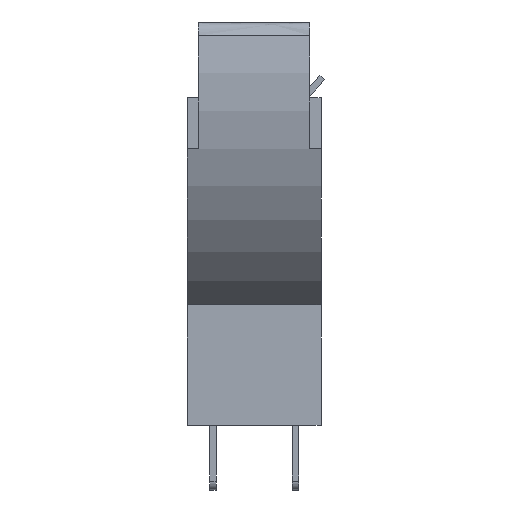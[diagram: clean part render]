
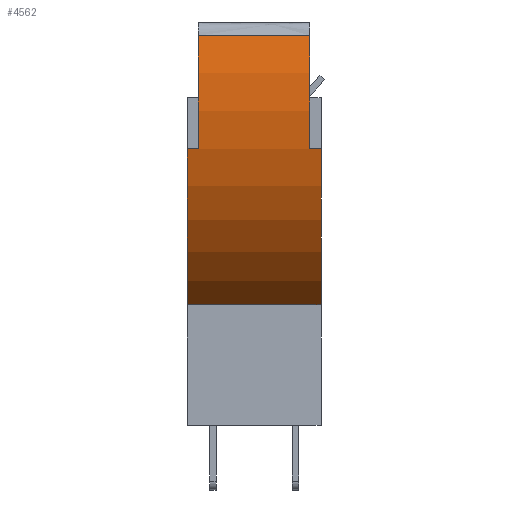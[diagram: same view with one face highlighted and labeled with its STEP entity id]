
A CAD part, left-side view. The second image highlights one B-rep face of the part: STEP entity #4562.
In plain terms, the highlighted cylindrical face has radius 11.6 mm (diameter 23.2 mm), a partial arc.
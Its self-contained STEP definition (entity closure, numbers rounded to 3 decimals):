
#168 = LINE ( 'NONE', #15538, #8131 ) ;
#344 = VECTOR ( 'NONE', #15665, 1000. ) ;
#421 = VERTEX_POINT ( 'NONE', #9268 ) ;
#886 = ORIENTED_EDGE ( 'NONE', *, *, #2073, .T. ) ;
#1070 = DIRECTION ( 'NONE',  ( 0., 1., 0. ) ) ;
#1112 = EDGE_CURVE ( 'NONE', #11603, #421, #3047, .T. ) ;
#1129 = DIRECTION ( 'NONE',  ( 0., 1., 0. ) ) ;
#1458 = AXIS2_PLACEMENT_3D ( 'NONE', #2901, #10923, #6683 ) ;
#1512 = EDGE_CURVE ( 'NONE', #4756, #1640, #15933, .T. ) ;
#1568 = CARTESIAN_POINT ( 'NONE',  ( 0., 3., 0. ) ) ;
#1640 = VERTEX_POINT ( 'NONE', #4149 ) ;
#1740 = ORIENTED_EDGE ( 'NONE', *, *, #13814, .F. ) ;
#2073 = EDGE_CURVE ( 'NONE', #6515, #11603, #17115, .T. ) ;
#2173 = CARTESIAN_POINT ( 'NONE',  ( 0., -2.5, 0. ) ) ;
#2380 = EDGE_CURVE ( 'NONE', #4613, #8517, #2416, .T. ) ;
#2416 = LINE ( 'NONE', #15921, #13940 ) ;
#2810 = CARTESIAN_POINT ( 'NONE',  ( -11.311, -2.5, -2.575 ) ) ;
#2901 = CARTESIAN_POINT ( 'NONE',  ( 0., -3., 0. ) ) ;
#2938 = DIRECTION ( 'NONE',  ( 0., 1., 0. ) ) ;
#3047 = B_SPLINE_CURVE_WITH_KNOTS ( 'NONE', 3,
 ( #15487, #3106, #8615, #12811 ),
 .UNSPECIFIED., .F., .F.,
 ( 4, 4 ),
 ( 0.083, 0.917 ),
 .UNSPECIFIED. ) ;
#3106 = CARTESIAN_POINT ( 'NONE',  ( -11.328, -0.833, 2.498 ) ) ;
#3822 = ORIENTED_EDGE ( 'NONE', *, *, #11643, .T. ) ;
#3983 = DIRECTION ( 'NONE',  ( 0., 0., 1. ) ) ;
#4149 = CARTESIAN_POINT ( 'NONE',  ( -6.55, 3., -9.574 ) ) ;
#4562 = ADVANCED_FACE ( 'NONE', ( #5211 ), #17384, .T. ) ;
#4613 = VERTEX_POINT ( 'NONE', #13907 ) ;
#4756 = VERTEX_POINT ( 'NONE', #13507 ) ;
#5085 = ORIENTED_EDGE ( 'NONE', *, *, #2380, .T. ) ;
#5211 = FACE_OUTER_BOUND ( 'NONE', #10215, .T. ) ;
#5339 = CARTESIAN_POINT ( 'NONE',  ( 0., 2.5, 0. ) ) ;
#5701 = DIRECTION ( 'NONE',  ( 0., 0., 1. ) ) ;
#6515 = VERTEX_POINT ( 'NONE', #2810 ) ;
#6639 = DIRECTION ( 'NONE',  ( 0., 0., 1. ) ) ;
#6683 = DIRECTION ( 'NONE',  ( 0., 0., 1. ) ) ;
#6757 = DIRECTION ( 'NONE',  ( 0., -1., 0. ) ) ;
#7783 = VERTEX_POINT ( 'NONE', #14253 ) ;
#8131 = VECTOR ( 'NONE', #8399, 1000. ) ;
#8399 = DIRECTION ( 'NONE',  ( 0., -1., 0. ) ) ;
#8517 = VERTEX_POINT ( 'NONE', #14949 ) ;
#8615 = CARTESIAN_POINT ( 'NONE',  ( -11.328, 0.833, 2.498 ) ) ;
#8967 = DIRECTION ( 'NONE',  ( 0., 0., -1. ) ) ;
#9268 = CARTESIAN_POINT ( 'NONE',  ( -11.328, 2.5, 2.498 ) ) ;
#9548 = AXIS2_PLACEMENT_3D ( 'NONE', #5339, #6757, #5701 ) ;
#9686 = ORIENTED_EDGE ( 'NONE', *, *, #11653, .T. ) ;
#10186 = AXIS2_PLACEMENT_3D ( 'NONE', #1568, #2938, #3983 ) ;
#10215 = EDGE_LOOP ( 'NONE', ( #9686, #5085, #1740, #16439, #3822, #15269, #886, #13436 ) ) ;
#10923 = DIRECTION ( 'NONE',  ( 0., 1., 0. ) ) ;
#11124 = CARTESIAN_POINT ( 'NONE',  ( -11.328, -2.5, 2.498 ) ) ;
#11603 = VERTEX_POINT ( 'NONE', #11124 ) ;
#11643 = EDGE_CURVE ( 'NONE', #4756, #7783, #13298, .T. ) ;
#11653 = EDGE_CURVE ( 'NONE', #421, #4613, #14745, .T. ) ;
#12353 = AXIS2_PLACEMENT_3D ( 'NONE', #16169, #1129, #6639 ) ;
#12811 = CARTESIAN_POINT ( 'NONE',  ( -11.328, 2.5, 2.498 ) ) ;
#13298 = CIRCLE ( 'NONE', #1458, 11.6 ) ;
#13377 = DIRECTION ( 'NONE',  ( 0., 1., 0. ) ) ;
#13436 = ORIENTED_EDGE ( 'NONE', *, *, #1112, .T. ) ;
#13507 = CARTESIAN_POINT ( 'NONE',  ( -6.55, -3., -9.574 ) ) ;
#13814 = EDGE_CURVE ( 'NONE', #1640, #8517, #15694, .T. ) ;
#13907 = CARTESIAN_POINT ( 'NONE',  ( -11.311, 2.5, -2.575 ) ) ;
#13940 = VECTOR ( 'NONE', #13377, 1000. ) ;
#14253 = CARTESIAN_POINT ( 'NONE',  ( -11.311, -3., -2.575 ) ) ;
#14480 = AXIS2_PLACEMENT_3D ( 'NONE', #2173, #1070, #8967 ) ;
#14745 = CIRCLE ( 'NONE', #9548, 11.6 ) ;
#14949 = CARTESIAN_POINT ( 'NONE',  ( -11.311, 3., -2.575 ) ) ;
#15269 = ORIENTED_EDGE ( 'NONE', *, *, #17508, .F. ) ;
#15487 = CARTESIAN_POINT ( 'NONE',  ( -11.328, -2.5, 2.498 ) ) ;
#15538 = CARTESIAN_POINT ( 'NONE',  ( -11.311, -3., -2.575 ) ) ;
#15665 = DIRECTION ( 'NONE',  ( 0., 1., 0. ) ) ;
#15694 = CIRCLE ( 'NONE', #10186, 11.6 ) ;
#15921 = CARTESIAN_POINT ( 'NONE',  ( -11.311, -3., -2.575 ) ) ;
#15933 = LINE ( 'NONE', #16937, #344 ) ;
#16169 = CARTESIAN_POINT ( 'NONE',  ( 0., -3., 0. ) ) ;
#16439 = ORIENTED_EDGE ( 'NONE', *, *, #1512, .F. ) ;
#16937 = CARTESIAN_POINT ( 'NONE',  ( -6.55, -3., -9.574 ) ) ;
#17115 = CIRCLE ( 'NONE', #14480, 11.6 ) ;
#17384 = CYLINDRICAL_SURFACE ( 'NONE', #12353, 11.6 ) ;
#17508 = EDGE_CURVE ( 'NONE', #6515, #7783, #168, .T. ) ;
